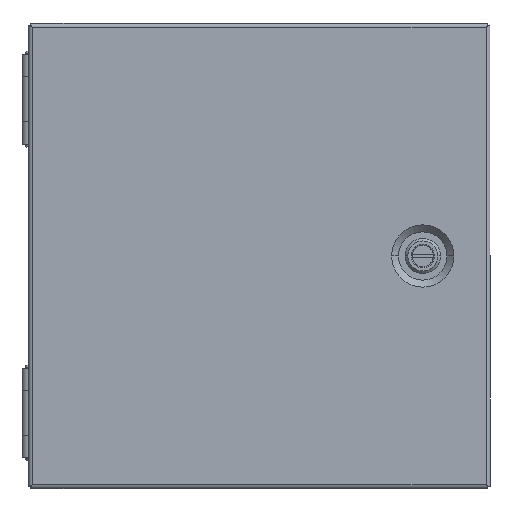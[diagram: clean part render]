
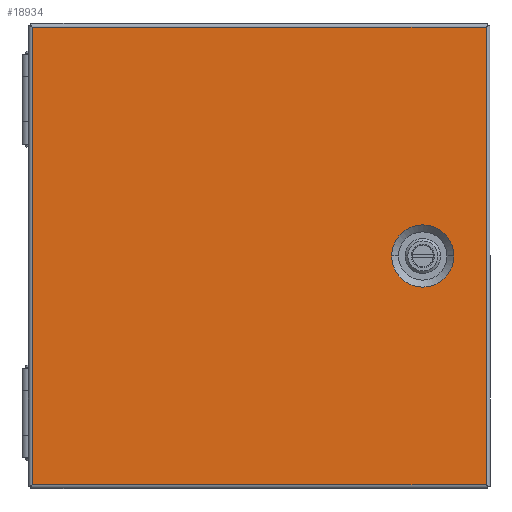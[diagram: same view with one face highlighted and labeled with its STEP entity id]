
A CAD part, top view. The second image highlights one B-rep face of the part: STEP entity #18934.
In plain terms, the highlighted planar face has unit normal (0, 0, 1).
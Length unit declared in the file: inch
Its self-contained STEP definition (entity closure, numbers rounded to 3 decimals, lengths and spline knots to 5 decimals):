
#1008 = VERTEX_POINT ( 'NONE', #7332 ) ;
#1603 = EDGE_LOOP ( 'NONE', ( #6222, #10780 ) ) ;
#1657 = EDGE_CURVE ( 'NONE', #1008, #3700, #19467, .T. ) ;
#1695 = EDGE_CURVE ( 'NONE', #6242, #6582, #15696, .T. ) ;
#3019 = DIRECTION ( 'NONE',  ( -1., 0., 0. ) ) ;
#3700 = VERTEX_POINT ( 'NONE', #16542 ) ;
#4571 = FACE_OUTER_BOUND ( 'NONE', #8326, .T. ) ;
#4680 = LINE ( 'NONE', #16069, #8402 ) ;
#4903 = ORIENTED_EDGE ( 'NONE', *, *, #1657, .T. ) ;
#4920 = CARTESIAN_POINT ( 'NONE',  ( 5.0425, -5.104, 6.118 ) ) ;
#6222 = ORIENTED_EDGE ( 'NONE', *, *, #13313, .T. ) ;
#6242 = VERTEX_POINT ( 'NONE', #14835 ) ;
#6339 = VERTEX_POINT ( 'NONE', #7710 ) ;
#6582 = VERTEX_POINT ( 'NONE', #21567 ) ;
#6738 = DIRECTION ( 'NONE',  ( 1., 0., 0. ) ) ;
#6740 = LINE ( 'NONE', #7648, #14567 ) ;
#7130 = CARTESIAN_POINT ( 'NONE',  ( -5.0855, -5.104, 6.118 ) ) ;
#7160 = DIRECTION ( 'NONE',  ( 0., 0., -1. ) ) ;
#7332 = CARTESIAN_POINT ( 'NONE',  ( 5.0425, -5.104, 6.118 ) ) ;
#7575 = CARTESIAN_POINT ( 'NONE',  ( 3.6285, 0., 6.118 ) ) ;
#7648 = CARTESIAN_POINT ( 'NONE',  ( 5.0425, -5.104, 6.118 ) ) ;
#7667 = EDGE_CURVE ( 'NONE', #3700, #6242, #4680, .T. ) ;
#7710 = CARTESIAN_POINT ( 'NONE',  ( 4.32339, 0., 6.118 ) ) ;
#8237 = AXIS2_PLACEMENT_3D ( 'NONE', #7575, #18554, #20329 ) ;
#8273 = AXIS2_PLACEMENT_3D ( 'NONE', #14424, #7160, #23723 ) ;
#8326 = EDGE_LOOP ( 'NONE', ( #21988, #8664, #17987, #4903 ) ) ;
#8402 = VECTOR ( 'NONE', #3019, 39.37008 ) ;
#8565 = VERTEX_POINT ( 'NONE', #22726 ) ;
#8664 = ORIENTED_EDGE ( 'NONE', *, *, #1695, .T. ) ;
#8709 = DIRECTION ( 'NONE',  ( 0., 0., 1. ) ) ;
#10780 = ORIENTED_EDGE ( 'NONE', *, *, #11800, .T. ) ;
#11800 = EDGE_CURVE ( 'NONE', #8565, #6339, #20324, .T. ) ;
#11809 = EDGE_CURVE ( 'NONE', #6582, #1008, #6740, .T. ) ;
#12464 = DIRECTION ( 'NONE',  ( 0., 1., 0. ) ) ;
#13313 = EDGE_CURVE ( 'NONE', #6339, #8565, #14107, .T. ) ;
#14102 = PLANE ( 'NONE',  #15295 ) ;
#14107 = CIRCLE ( 'NONE', #8273, 0.69489 ) ;
#14424 = CARTESIAN_POINT ( 'NONE',  ( 3.6285, 0., 6.118 ) ) ;
#14567 = VECTOR ( 'NONE', #20564, 39.37008 ) ;
#14835 = CARTESIAN_POINT ( 'NONE',  ( -5.0855, 5.104, 6.118 ) ) ;
#14843 = VECTOR ( 'NONE', #20348, 39.37008 ) ;
#15295 = AXIS2_PLACEMENT_3D ( 'NONE', #4920, #8709, #6738 ) ;
#15696 = LINE ( 'NONE', #7130, #14843 ) ;
#16069 = CARTESIAN_POINT ( 'NONE',  ( 5.0425, 5.104, 6.118 ) ) ;
#16542 = CARTESIAN_POINT ( 'NONE',  ( 5.0425, 5.104, 6.118 ) ) ;
#17119 = VECTOR ( 'NONE', #12464, 39.37008 ) ;
#17930 = CARTESIAN_POINT ( 'NONE',  ( 5.0425, -5.104, 6.118 ) ) ;
#17987 = ORIENTED_EDGE ( 'NONE', *, *, #11809, .T. ) ;
#18554 = DIRECTION ( 'NONE',  ( 0., 0., -1. ) ) ;
#18934 = ADVANCED_FACE ( 'NONE', ( #20105, #4571 ), #14102, .T. ) ;
#19467 = LINE ( 'NONE', #17930, #17119 ) ;
#20105 = FACE_BOUND ( 'NONE', #1603, .T. ) ;
#20324 = CIRCLE ( 'NONE', #8237, 0.69489 ) ;
#20329 = DIRECTION ( 'NONE',  ( 1., 0., 0. ) ) ;
#20348 = DIRECTION ( 'NONE',  ( 0., -1., 0. ) ) ;
#20564 = DIRECTION ( 'NONE',  ( 1., 0., 0. ) ) ;
#21567 = CARTESIAN_POINT ( 'NONE',  ( -5.0855, -5.104, 6.118 ) ) ;
#21988 = ORIENTED_EDGE ( 'NONE', *, *, #7667, .T. ) ;
#22726 = CARTESIAN_POINT ( 'NONE',  ( 2.93361, 0., 6.118 ) ) ;
#23723 = DIRECTION ( 'NONE',  ( 1., 0., 0. ) ) ;
